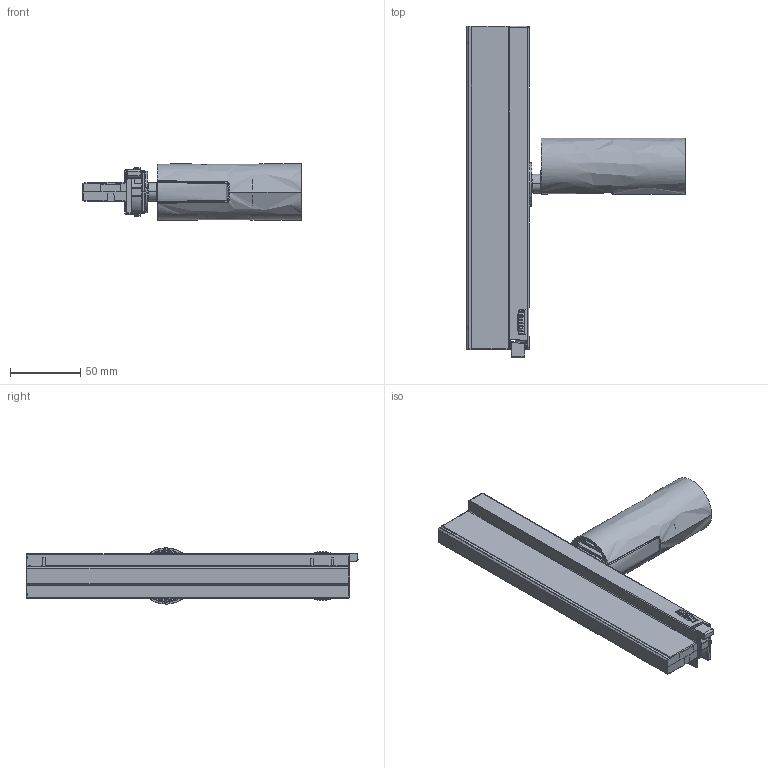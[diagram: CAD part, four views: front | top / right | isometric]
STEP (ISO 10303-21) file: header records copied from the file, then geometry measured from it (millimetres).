
FILE_DESCRIPTION(/* description */ (''),/* implementation_level */ '2;1');
FILE_NAME(/* name */ 'VECTOR 40 TRACK',/* time_stamp */ '2018-02-07T15:03:12+01:00',/* author */ (''),/* organization */ (''),/* preprocessor_version */ 'ST-DEVELOPER v15',/* originating_system */ '',/* authorisation */ '');
FILE_SCHEMA (('CONFIG_CONTROL_DESIGN'));
Length unit declared in the file: millimetre
Products named in the file (1): Document
Bounding box: 156.17 x 236.89 x 40 mm (x, y, z)
Volume: 20657.3 mm3; surface area: 74891.2 mm2
Topology: 1 solids, 145 shells, 664 faces, 2151 edges, 1587 vertices
Faces by surface type: bspline 529, plane 135
Entity records: 44704 total; most frequent: CARTESIAN_POINT 33341, ORIENTED_EDGE 3456, EDGE_CURVE 2141, VERTEX_POINT 1584, B_SPLINE_CURVE_WITH_KNOTS 1304, EDGE_LOOP 683, ADVANCED_FACE 662, FACE_OUTER_BOUND 662
